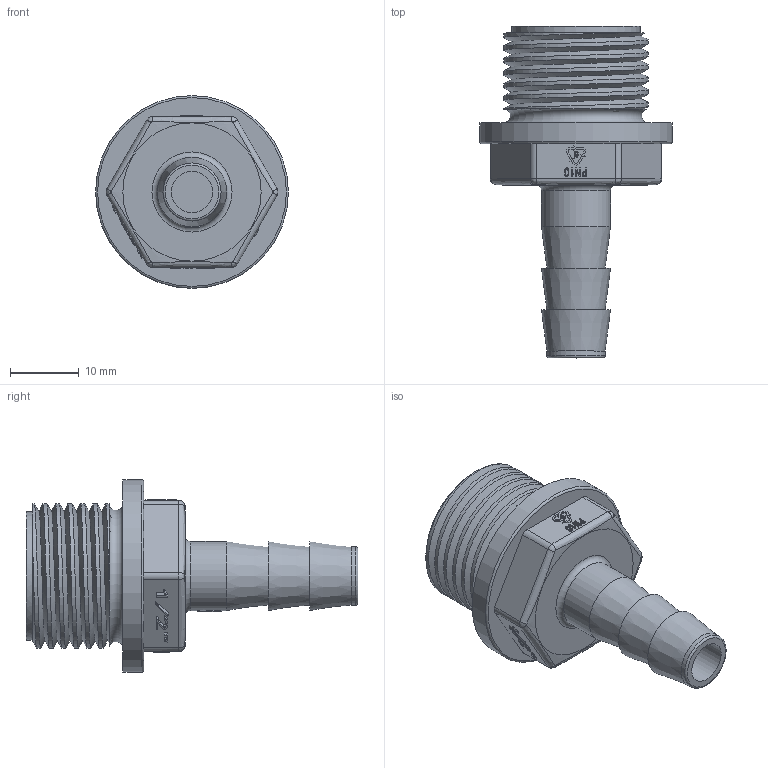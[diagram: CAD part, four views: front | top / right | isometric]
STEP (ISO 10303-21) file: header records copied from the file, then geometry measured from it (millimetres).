
FILE_DESCRIPTION(/* description */ (''),/* implementation_level */ '2;1');
FILE_NAME(/* name */ '外螺纹1-2x9.stp',/* time_stamp */ '2025-07-08T01:06:05+08:00',/* author */ (''),/* organization */ (''),/* preprocessor_version */ 'ST-DEVELOPER v16.7',/* originating_system */ 'SIEMENS PLM Software NX 12.0',/* authorisation */ '');
FILE_SCHEMA (('AUTOMOTIVE_DESIGN { 1 0 10303 214 3 1 1 1 }'));
Length unit declared in the file: millimetre
Products named in the file (1): Admi7C18C5381gu7
Bounding box: 27.98 x 48.14 x 27.98 mm (x, y, z)
Volume: 6577.5 mm3; surface area: 5776.1 mm2
Topology: 1 solids, 1 shells, 479 faces, 1341 edges, 898 vertices
Faces by surface type: plane 365, extrusion 62, cylinder 26, bspline 15, torus 6, cone 5
Full cylindrical faces by diameter (mm): 0.937 x1, 1.414 x1, 6.018 x1, 8.425 x1, 10.03 x1, 15.045 x2, 18.615 x1, 27.983 x1
Entity records: 17929 total; most frequent: CARTESIAN_POINT 6042, ORIENTED_EDGE 2626, DIRECTION 2064, EDGE_CURVE 1313, VECTOR 1116, LINE 1054, VERTEX_POINT 891, EDGE_LOOP 534
